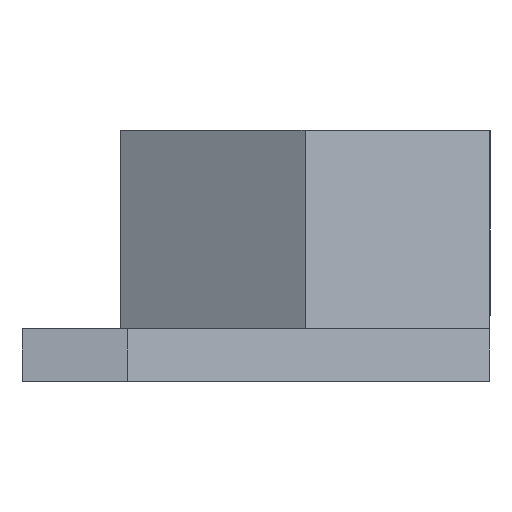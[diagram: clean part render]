
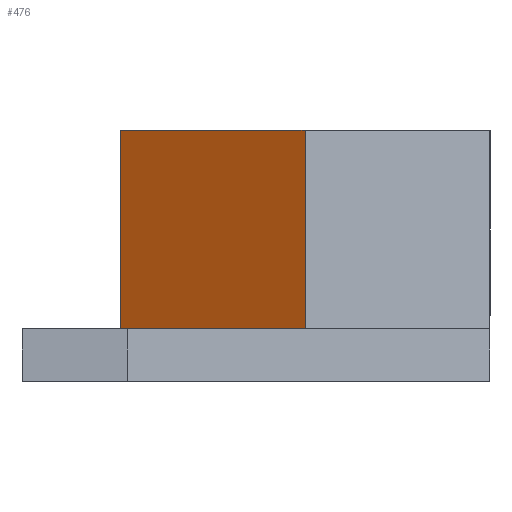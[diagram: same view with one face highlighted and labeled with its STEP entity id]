
A CAD part, left-side view. The second image highlights one B-rep face of the part: STEP entity #476.
In plain terms, the highlighted planar face has unit normal (-0.866, 0.5, 0).
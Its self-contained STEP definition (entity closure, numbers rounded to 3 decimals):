
#33=PLANE('',#530);
#55=FACE_OUTER_BOUND('',#87,.T.);
#87=EDGE_LOOP('',(#402,#403,#404,#405));
#109=LINE('',#712,#157);
#129=LINE('',#779,#177);
#130=LINE('',#782,#178);
#131=LINE('',#783,#179);
#157=VECTOR('',#571,10.);
#177=VECTOR('',#639,10.);
#178=VECTOR('',#642,10.);
#179=VECTOR('',#643,10.);
#221=VERTEX_POINT('',#709);
#222=VERTEX_POINT('',#711);
#245=VERTEX_POINT('',#776);
#246=VERTEX_POINT('',#781);
#269=EDGE_CURVE('',#222,#221,#109,.T.);
#302=EDGE_CURVE('',#245,#222,#129,.T.);
#303=EDGE_CURVE('',#246,#221,#130,.T.);
#304=EDGE_CURVE('',#246,#245,#131,.T.);
#402=ORIENTED_EDGE('',*,*,#269,.T.);
#403=ORIENTED_EDGE('',*,*,#303,.F.);
#404=ORIENTED_EDGE('',*,*,#304,.T.);
#405=ORIENTED_EDGE('',*,*,#302,.T.);
#476=ADVANCED_FACE('',(#55),#33,.T.);
#530=AXIS2_PLACEMENT_3D('',#780,#640,#641);
#571=DIRECTION('',(-0.5,-0.866,0.));
#639=DIRECTION('',(0.,0.,-1.));
#640=DIRECTION('center_axis',(-0.866,0.5,0.));
#641=DIRECTION('ref_axis',(0.5,0.866,0.));
#642=DIRECTION('',(0.,0.,-1.));
#643=DIRECTION('',(0.5,0.866,0.));
#709=CARTESIAN_POINT('',(-8.083,-20.71,-31.25));
#711=CARTESIAN_POINT('',(-4.041,-13.71,-31.25));
#712=CARTESIAN_POINT('',(-8.08,-20.704,-31.25));
#776=CARTESIAN_POINT('',(-4.041,-13.71,-23.75));
#779=CARTESIAN_POINT('',(-4.041,-13.71,-23.75));
#780=CARTESIAN_POINT('Origin',(-8.083,-20.71,-23.75));
#781=CARTESIAN_POINT('',(-8.083,-20.71,-23.75));
#782=CARTESIAN_POINT('',(-8.083,-20.71,-23.75));
#783=CARTESIAN_POINT('',(-8.083,-20.71,-23.75));
